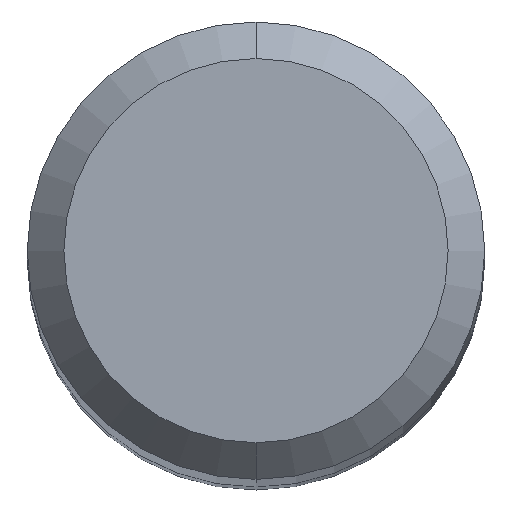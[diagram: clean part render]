
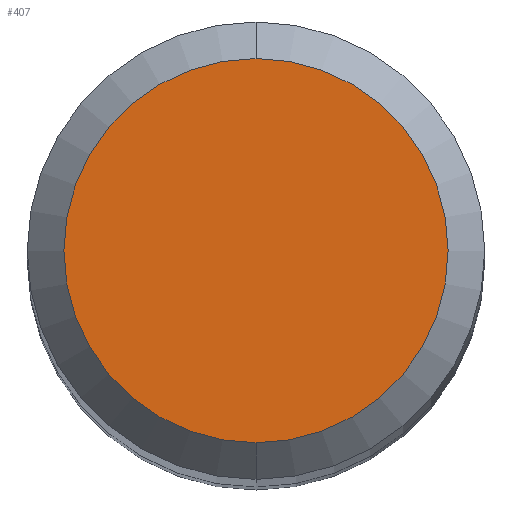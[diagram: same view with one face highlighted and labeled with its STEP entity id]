
A CAD part, top view. The second image highlights one B-rep face of the part: STEP entity #407.
In plain terms, the highlighted planar face has unit normal (0, 0, 1).
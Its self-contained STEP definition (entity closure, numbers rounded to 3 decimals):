
#179=EDGE_CURVE('',#305,#287,#457,.T.);
#287=VERTEX_POINT('',#573);
#305=VERTEX_POINT('',#592);
#341=EDGE_CURVE('',#287,#305,#632,.T.);
#407=ADVANCED_FACE('',(#705),#706,.T.);
#457=CIRCLE('',#786,2.1);
#573=CARTESIAN_POINT('',(0.0,2.1,0.0));
#592=CARTESIAN_POINT('',(0.,-2.1,0.0));
#632=CIRCLE('',#1155,2.1);
#705=FACE_OUTER_BOUND('',#1299,.T.);
#706=PLANE('',#1300);
#786=AXIS2_PLACEMENT_3D('',#1340,#1341,#1342);
#1155=AXIS2_PLACEMENT_3D('',#1507,#1508,#1509);
#1299=EDGE_LOOP('',(#1603,#1604));
#1300=AXIS2_PLACEMENT_3D('',#1605,#1606,#1607);
#1340=CARTESIAN_POINT('',(0.0,0.0,0.0));
#1341=DIRECTION('',(0.0,0.0,-1.0));
#1342=DIRECTION('',(0.0,1.0,0.0));
#1507=CARTESIAN_POINT('',(0.0,0.0,0.0));
#1508=DIRECTION('',(0.0,0.0,-1.0));
#1509=DIRECTION('',(0.0,1.0,0.0));
#1603=ORIENTED_EDGE('',*,*,#341,.F.);
#1604=ORIENTED_EDGE('',*,*,#179,.F.);
#1605=CARTESIAN_POINT('',(0.0,1.05,0.0));
#1606=DIRECTION('',(-0.0,0.0,1.0));
#1607=DIRECTION('',(0.0,-1.0,0.0));
